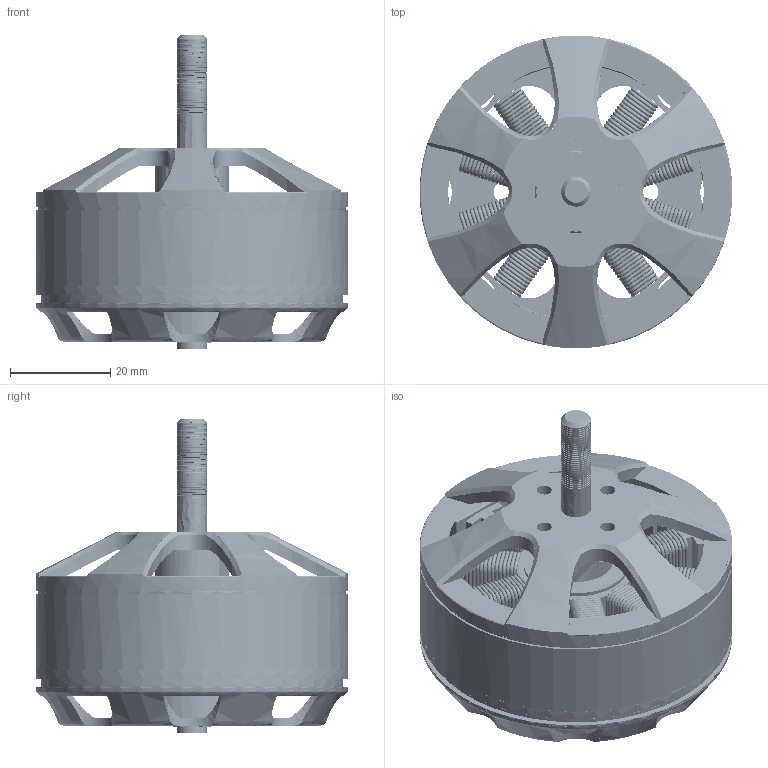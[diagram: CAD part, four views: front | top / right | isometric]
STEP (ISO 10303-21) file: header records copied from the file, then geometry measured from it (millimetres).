
FILE_DESCRIPTION(('FreeCAD Model'),'2;1');
FILE_NAME('Open CASCADE Shape Model','2025-04-17T15:31:46',('FreeCAD'),( 'FreeCAD'),'Open CASCADE STEP processor 7.6','FreeCAD','Unknown');
FILE_SCHEMA(('AUTOMOTIVE_DESIGN { 1 0 10303 214 1 1 1 1 }'));
Products named in the file (1): Open CASCADE STEP translator 7.6 1
Bounding box: 62.26 x 62.26 x 62.56 mm (x, y, z)
Surface area: 48266.7 mm2 (no closed solid volume)
Topology: 0 solids, 4066 shells, 4066 faces, 22876 edges, 22640 vertices
Faces by surface type: bspline 4066
Entity records: 250418 total; most frequent: CARTESIAN_POINT 150000, ORIENTED_EDGE 22700, EDGE_CURVE 22700, VERTEX_POINT 22694, B_SPLINE_CURVE_WITH_KNOTS 11186, FACE_BOUND 4129, EDGE_LOOP 4129, SHELL_BASED_SURFACE_MODEL 4066
